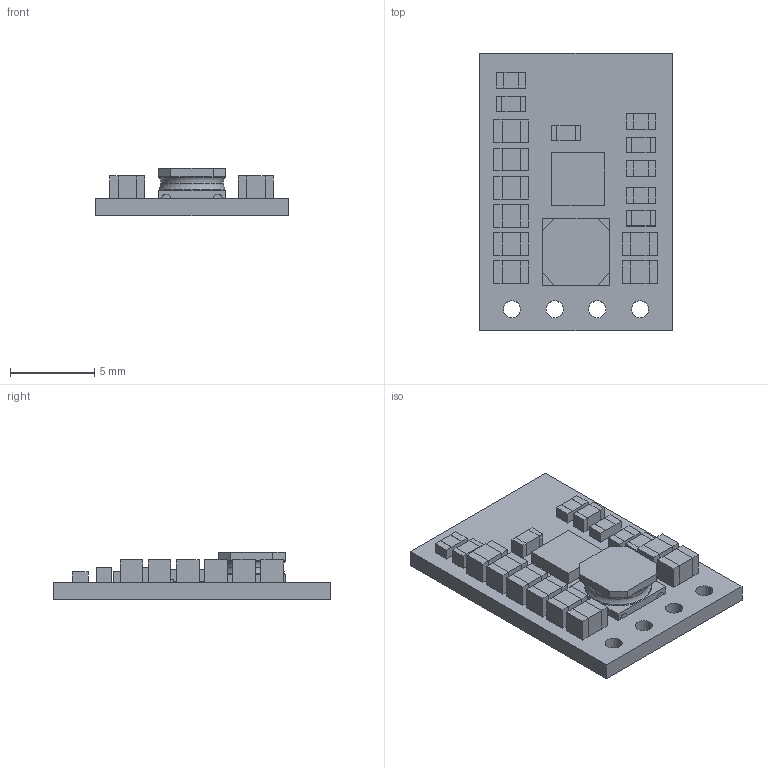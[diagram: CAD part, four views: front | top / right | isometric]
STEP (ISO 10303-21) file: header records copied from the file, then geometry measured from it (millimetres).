
FILE_DESCRIPTION (( 'STEP AP214' ), '1' );
FILE_NAME ('pololu-3.3v-step-up_step-down-voltage-regulator-s7v8f3.step', '2017-10-06T22:22:04', ( '' ), ( '' ), 'SwSTEP 2.0', 'SolidWorks 2016', '' );
FILE_SCHEMA (( 'AUTOMOTIVE_DESIGN' ));
Length unit declared in the file: millimetre
Products named in the file (1): pololu-3.3v-step-up_step-down-voltage-regulator-s7v8f3
Bounding box: 11.43 x 16.51 x 2.82 mm (x, y, z)
Volume: 261.2 mm3; surface area: 597.4 mm2
Topology: 1 solids, 1 shells, 695 faces, 1863 edges, 1217 vertices
Faces by surface type: plane 496, bspline 166, cylinder 27, torus 4, cone 2
Entity records: 35091 total; most frequent: CARTESIAN_POINT 11251, ORIENTED_EDGE 3726, DIRECTION 2580, EDGE_CURVE 1863, VECTOR 1384, LINE 1384, VERTEX_POINT 1217, EDGE_LOOP 770
